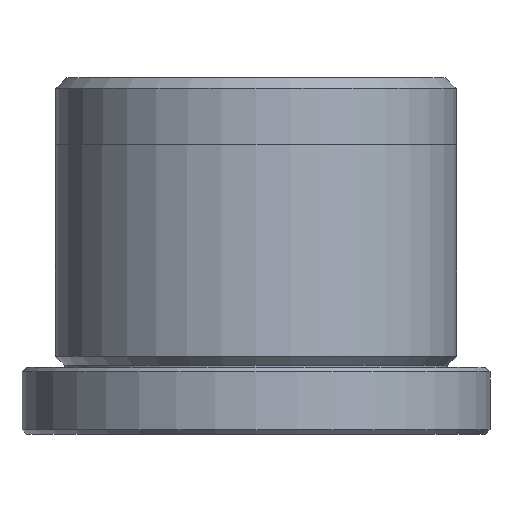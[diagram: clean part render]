
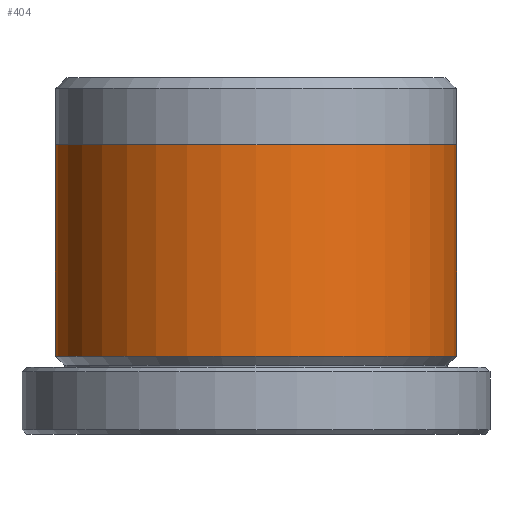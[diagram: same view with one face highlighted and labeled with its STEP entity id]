
A CAD part, front view. The second image highlights one B-rep face of the part: STEP entity #404.
In plain terms, the highlighted cylindrical face has radius 9 mm (diameter 18 mm), a partial arc.
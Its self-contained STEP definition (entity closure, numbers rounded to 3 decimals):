
#19 = CARTESIAN_POINT ( 'NONE',  ( 0., 0., 13. ) ) ;
#69 = CARTESIAN_POINT ( 'NONE',  ( 0., 0., 16. ) ) ;
#168 = DIRECTION ( 'NONE',  ( 1., 0., 0. ) ) ;
#186 = EDGE_CURVE ( 'NONE', #1441, #1024, #1716, .T. ) ;
#236 = CARTESIAN_POINT ( 'NONE',  ( -9., 0., 16. ) ) ;
#253 = LINE ( 'NONE', #647, #1426 ) ;
#275 = EDGE_CURVE ( 'NONE', #1140, #821, #883, .T. ) ;
#399 = AXIS2_PLACEMENT_3D ( 'NONE', #19, #1017, #168 ) ;
#404 = ADVANCED_FACE ( 'NONE', ( #1094 ), #661, .T. ) ;
#464 = EDGE_CURVE ( 'NONE', #1140, #1024, #535, .T. ) ;
#478 = VECTOR ( 'NONE', #1599, 1000. ) ;
#535 = LINE ( 'NONE', #236, #478 ) ;
#565 = CARTESIAN_POINT ( 'NONE',  ( 9., 0., 13. ) ) ;
#569 = EDGE_CURVE ( 'NONE', #821, #1441, #253, .T. ) ;
#647 = CARTESIAN_POINT ( 'NONE',  ( 9., 0., 16. ) ) ;
#661 = CYLINDRICAL_SURFACE ( 'NONE', #1546, 9. ) ;
#781 = DIRECTION ( 'NONE',  ( 0., 0., -1. ) ) ;
#801 = DIRECTION ( 'NONE',  ( 0., 0., -1. ) ) ;
#819 = CARTESIAN_POINT ( 'NONE',  ( 9., 0., 3.5 ) ) ;
#821 = VERTEX_POINT ( 'NONE', #565 ) ;
#883 = CIRCLE ( 'NONE', #399, 9. ) ;
#923 = DIRECTION ( 'NONE',  ( -1., 0., 0. ) ) ;
#1017 = DIRECTION ( 'NONE',  ( 0., 0., 1. ) ) ;
#1024 = VERTEX_POINT ( 'NONE', #1051 ) ;
#1051 = CARTESIAN_POINT ( 'NONE',  ( -9., 0., 3.5 ) ) ;
#1094 = FACE_OUTER_BOUND ( 'NONE', #1287, .T. ) ;
#1140 = VERTEX_POINT ( 'NONE', #1176 ) ;
#1176 = CARTESIAN_POINT ( 'NONE',  ( -9., 0., 13. ) ) ;
#1287 = EDGE_LOOP ( 'NONE', ( #1573, #1490, #1594, #1832 ) ) ;
#1426 = VECTOR ( 'NONE', #1648, 1000. ) ;
#1441 = VERTEX_POINT ( 'NONE', #819 ) ;
#1490 = ORIENTED_EDGE ( 'NONE', *, *, #275, .F. ) ;
#1546 = AXIS2_PLACEMENT_3D ( 'NONE', #69, #781, #923 ) ;
#1573 = ORIENTED_EDGE ( 'NONE', *, *, #569, .F. ) ;
#1594 = ORIENTED_EDGE ( 'NONE', *, *, #464, .T. ) ;
#1599 = DIRECTION ( 'NONE',  ( 0., 0., -1. ) ) ;
#1644 = CARTESIAN_POINT ( 'NONE',  ( 0., 0., 3.5 ) ) ;
#1648 = DIRECTION ( 'NONE',  ( 0., 0., -1. ) ) ;
#1716 = CIRCLE ( 'NONE', #1767, 9. ) ;
#1767 = AXIS2_PLACEMENT_3D ( 'NONE', #1644, #801, #1776 ) ;
#1776 = DIRECTION ( 'NONE',  ( -1., 0., 0. ) ) ;
#1832 = ORIENTED_EDGE ( 'NONE', *, *, #186, .F. ) ;
